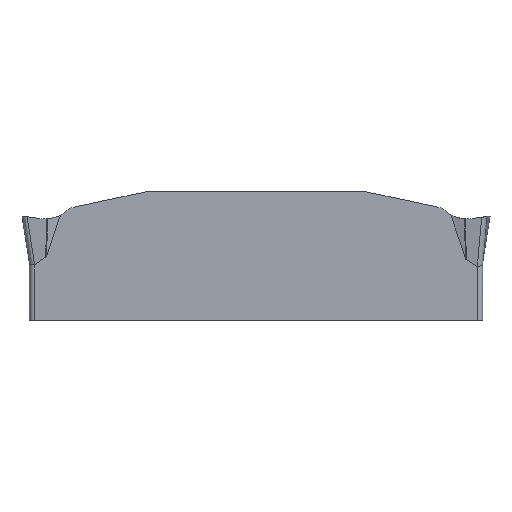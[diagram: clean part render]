
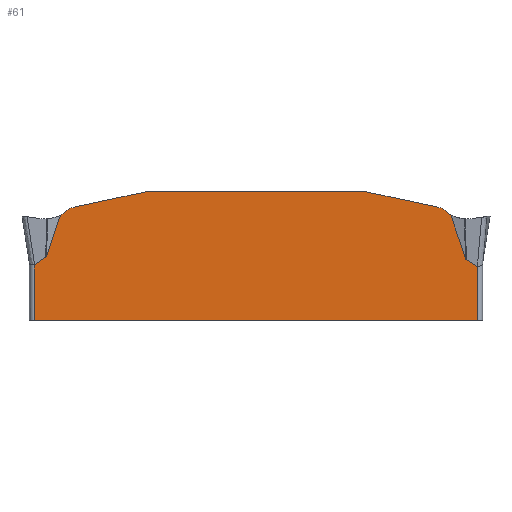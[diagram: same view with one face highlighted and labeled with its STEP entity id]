
A CAD part, left-side view. The second image highlights one B-rep face of the part: STEP entity #61.
In plain terms, the highlighted planar face has unit normal (-1, 0, 0).
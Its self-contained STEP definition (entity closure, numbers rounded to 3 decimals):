
#61=ADVANCED_FACE('SIDE_IB_1_SU5',(#115),#97,.F.);
#97=PLANE('',#730);
#115=FACE_OUTER_BOUND('',#151,.T.);
#151=EDGE_LOOP('',(#233,#234,#235,#236,#237,#238,#239,#240,#241,#242,#243,
#244,#245,#246,#247,#248,#249,#250));
#187=B_SPLINE_CURVE_WITH_KNOTS('',3,(#975,#976,#977,#978,#979,#980,#981,
#982,#983,#984),.UNSPECIFIED.,.F.,.F.,(4,3,3,4),(0.,0.487,0.737,
1.),.UNSPECIFIED.);
#188=B_SPLINE_CURVE_WITH_KNOTS('',3,(#988,#989,#990,#991,#992,#993,#994,
#995,#996,#997),.UNSPECIFIED.,.F.,.F.,(4,3,3,4),(0.,0.35,0.703,
1.),.UNSPECIFIED.);
#189=B_SPLINE_CURVE_WITH_KNOTS('',3,(#1005,#1006,#1007,#1008,#1009,#1010,
#1011,#1012,#1013,#1014,#1015,#1016,#1017),.UNSPECIFIED.,.F.,.F.,(4,3,3,
3,4),(0.,0.29,0.584,0.84,1.),
 .UNSPECIFIED.);
#190=B_SPLINE_CURVE_WITH_KNOTS('',3,(#1021,#1022,#1023,#1024,#1025,#1026,
#1027,#1028,#1029,#1030),.UNSPECIFIED.,.F.,.F.,(4,3,3,4),(0.,0.242,
0.617,1.),.UNSPECIFIED.);
#221=CIRCLE('',#726,0.5);
#222=CIRCLE('',#727,1.5);
#223=CIRCLE('',#728,1.5);
#224=CIRCLE('',#729,0.5);
#233=ORIENTED_EDGE('',*,*,#505,.F.);
#234=ORIENTED_EDGE('',*,*,#506,.T.);
#235=ORIENTED_EDGE('',*,*,#507,.T.);
#236=ORIENTED_EDGE('',*,*,#508,.T.);
#237=ORIENTED_EDGE('',*,*,#509,.T.);
#238=ORIENTED_EDGE('',*,*,#510,.T.);
#239=ORIENTED_EDGE('',*,*,#511,.T.);
#240=ORIENTED_EDGE('',*,*,#512,.T.);
#241=ORIENTED_EDGE('',*,*,#513,.T.);
#242=ORIENTED_EDGE('',*,*,#514,.F.);
#243=ORIENTED_EDGE('',*,*,#515,.T.);
#244=ORIENTED_EDGE('',*,*,#516,.T.);
#245=ORIENTED_EDGE('',*,*,#517,.T.);
#246=ORIENTED_EDGE('',*,*,#518,.T.);
#247=ORIENTED_EDGE('',*,*,#519,.T.);
#248=ORIENTED_EDGE('',*,*,#520,.T.);
#249=ORIENTED_EDGE('',*,*,#521,.T.);
#250=ORIENTED_EDGE('',*,*,#522,.T.);
#437=VERTEX_POINT('',#965);
#438=VERTEX_POINT('',#966);
#439=VERTEX_POINT('',#968);
#440=VERTEX_POINT('',#970);
#441=VERTEX_POINT('',#972);
#442=VERTEX_POINT('',#974);
#443=VERTEX_POINT('',#985);
#444=VERTEX_POINT('',#987);
#445=VERTEX_POINT('',#998);
#446=VERTEX_POINT('',#1000);
#447=VERTEX_POINT('',#1002);
#448=VERTEX_POINT('',#1004);
#449=VERTEX_POINT('',#1018);
#450=VERTEX_POINT('',#1020);
#451=VERTEX_POINT('',#1031);
#452=VERTEX_POINT('',#1033);
#453=VERTEX_POINT('',#1035);
#454=VERTEX_POINT('',#1037);
#505=EDGE_CURVE('',#437,#438,#607,.T.);
#506=EDGE_CURVE('',#437,#439,#608,.T.);
#507=EDGE_CURVE('',#439,#440,#221,.T.);
#508=EDGE_CURVE('',#440,#441,#222,.T.);
#509=EDGE_CURVE('',#441,#442,#609,.T.);
#510=EDGE_CURVE('',#442,#443,#187,.T.);
#511=EDGE_CURVE('',#443,#444,#610,.T.);
#512=EDGE_CURVE('',#444,#445,#188,.T.);
#513=EDGE_CURVE('',#445,#446,#611,.T.);
#514=EDGE_CURVE('',#447,#446,#612,.T.);
#515=EDGE_CURVE('',#447,#448,#613,.T.);
#516=EDGE_CURVE('',#448,#449,#189,.T.);
#517=EDGE_CURVE('',#449,#450,#614,.T.);
#518=EDGE_CURVE('',#450,#451,#190,.T.);
#519=EDGE_CURVE('',#451,#452,#615,.T.);
#520=EDGE_CURVE('',#452,#453,#223,.T.);
#521=EDGE_CURVE('',#453,#454,#224,.T.);
#522=EDGE_CURVE('',#454,#438,#616,.T.);
#607=LINE('',#964,#647);
#608=LINE('',#967,#648);
#609=LINE('',#973,#649);
#610=LINE('',#986,#650);
#611=LINE('',#999,#651);
#612=LINE('',#1001,#652);
#613=LINE('',#1003,#653);
#614=LINE('',#1019,#654);
#615=LINE('',#1032,#655);
#616=LINE('',#1038,#656);
#647=VECTOR('',#778,1.);
#648=VECTOR('',#779,1.);
#649=VECTOR('',#784,1.);
#650=VECTOR('',#785,1.);
#651=VECTOR('',#786,1.);
#652=VECTOR('',#787,1.);
#653=VECTOR('',#788,1.);
#654=VECTOR('',#789,1.);
#655=VECTOR('',#790,1.);
#656=VECTOR('',#795,1.);
#726=AXIS2_PLACEMENT_3D('',#969,#780,#781);
#727=AXIS2_PLACEMENT_3D('',#971,#782,#783);
#728=AXIS2_PLACEMENT_3D('',#1034,#791,#792);
#729=AXIS2_PLACEMENT_3D('',#1036,#793,#794);
#730=AXIS2_PLACEMENT_3D('',#1039,#796,#797);
#778=DIRECTION('',(0.,-1.,0.));
#779=DIRECTION('',(0.,0.978,-0.208));
#780=DIRECTION('',(-1.,0.,0.));
#781=DIRECTION('',(0.,0.,-1.));
#782=DIRECTION('',(1.,0.,0.));
#783=DIRECTION('',(0.,0.,-1.));
#784=DIRECTION('',(0.,0.32,-0.947));
#785=DIRECTION('',(0.,0.82,-0.572));
#786=DIRECTION('',(0.,0.,-1.));
#787=DIRECTION('',(0.,1.,0.));
#788=DIRECTION('',(0.,0.,1.));
#789=DIRECTION('',(0.,0.82,0.572));
#790=DIRECTION('',(0.,0.32,0.947));
#791=DIRECTION('',(1.,0.,0.));
#792=DIRECTION('',(0.,0.,-1.));
#793=DIRECTION('',(-1.,0.,0.));
#794=DIRECTION('',(0.,0.,-1.));
#795=DIRECTION('',(0.,0.978,0.208));
#796=DIRECTION('',(1.,0.,0.));
#797=DIRECTION('',(0.,0.,-1.));
#964=CARTESIAN_POINT('',(-0.8,0.,1.07));
#965=CARTESIAN_POINT('',(-0.8,4.615,1.07));
#966=CARTESIAN_POINT('',(-0.8,-4.615,1.07));
#967=CARTESIAN_POINT('',(-0.8,0.417,1.963));
#968=CARTESIAN_POINT('',(-0.8,7.82,0.389));
#969=CARTESIAN_POINT('',(-0.8,7.716,-0.1));
#970=CARTESIAN_POINT('',(-0.8,8.05,0.272));
#971=CARTESIAN_POINT('',(-0.8,9.052,1.388));
#972=CARTESIAN_POINT('',(-0.8,8.381,0.047));
#973=CARTESIAN_POINT('',(-0.8,7.535,2.547));
#974=CARTESIAN_POINT('',(-0.8,8.961,-1.67));
#975=CARTESIAN_POINT('',(-0.8,8.961,-1.67));
#976=CARTESIAN_POINT('',(-0.8,8.966,-1.683));
#977=CARTESIAN_POINT('',(-0.8,8.97,-1.697));
#978=CARTESIAN_POINT('',(-0.8,8.976,-1.709));
#979=CARTESIAN_POINT('',(-0.8,8.98,-1.716));
#980=CARTESIAN_POINT('',(-0.8,8.983,-1.722));
#981=CARTESIAN_POINT('',(-0.8,8.987,-1.728));
#982=CARTESIAN_POINT('',(-0.8,8.991,-1.734));
#983=CARTESIAN_POINT('',(-0.8,8.996,-1.74));
#984=CARTESIAN_POINT('',(-0.8,9.002,-1.745));
#985=CARTESIAN_POINT('',(-0.8,9.002,-1.745));
#986=CARTESIAN_POINT('',(-0.8,2.129,3.051));
#987=CARTESIAN_POINT('',(-0.8,9.484,-2.081));
#988=CARTESIAN_POINT('',(-0.8,9.484,-2.081));
#989=CARTESIAN_POINT('',(-0.8,9.486,-2.082));
#990=CARTESIAN_POINT('',(-0.8,9.488,-2.084));
#991=CARTESIAN_POINT('',(-0.8,9.49,-2.084));
#992=CARTESIAN_POINT('',(-0.8,9.493,-2.085));
#993=CARTESIAN_POINT('',(-0.8,9.495,-2.085));
#994=CARTESIAN_POINT('',(-0.8,9.498,-2.085));
#995=CARTESIAN_POINT('',(-0.8,9.499,-2.085));
#996=CARTESIAN_POINT('',(-0.8,9.501,-2.084));
#997=CARTESIAN_POINT('',(-0.8,9.503,-2.084));
#998=CARTESIAN_POINT('',(-0.8,9.503,-2.084));
#999=CARTESIAN_POINT('',(-0.8,9.503,0.));
#1000=CARTESIAN_POINT('',(-0.8,9.503,-4.47));
#1001=CARTESIAN_POINT('',(-0.8,0.,-4.47));
#1002=CARTESIAN_POINT('',(-0.8,-9.503,-4.47));
#1003=CARTESIAN_POINT('',(-0.8,-9.503,0.));
#1004=CARTESIAN_POINT('',(-0.8,-9.503,-2.176));
#1005=CARTESIAN_POINT('',(-0.8,-9.503,-2.176));
#1006=CARTESIAN_POINT('',(-0.8,-9.501,-2.177));
#1007=CARTESIAN_POINT('',(-0.8,-9.499,-2.178));
#1008=CARTESIAN_POINT('',(-0.8,-9.497,-2.179));
#1009=CARTESIAN_POINT('',(-0.8,-9.494,-2.179));
#1010=CARTESIAN_POINT('',(-0.8,-9.491,-2.18));
#1011=CARTESIAN_POINT('',(-0.8,-9.489,-2.179));
#1012=CARTESIAN_POINT('',(-0.8,-9.487,-2.179));
#1013=CARTESIAN_POINT('',(-0.8,-9.485,-2.179));
#1014=CARTESIAN_POINT('',(-0.8,-9.483,-2.178));
#1015=CARTESIAN_POINT('',(-0.8,-9.481,-2.177));
#1016=CARTESIAN_POINT('',(-0.8,-9.48,-2.176));
#1017=CARTESIAN_POINT('',(-0.8,-9.479,-2.176));
#1018=CARTESIAN_POINT('',(-0.8,-9.479,-2.176));
#1019=CARTESIAN_POINT('',(-0.8,-2.083,2.985));
#1020=CARTESIAN_POINT('',(-0.8,-9.003,-1.844));
#1021=CARTESIAN_POINT('',(-0.8,-9.003,-1.844));
#1022=CARTESIAN_POINT('',(-0.8,-8.997,-1.84));
#1023=CARTESIAN_POINT('',(-0.8,-8.993,-1.834));
#1024=CARTESIAN_POINT('',(-0.8,-8.989,-1.828));
#1025=CARTESIAN_POINT('',(-0.8,-8.983,-1.819));
#1026=CARTESIAN_POINT('',(-0.8,-8.978,-1.81));
#1027=CARTESIAN_POINT('',(-0.8,-8.974,-1.8));
#1028=CARTESIAN_POINT('',(-0.8,-8.97,-1.79));
#1029=CARTESIAN_POINT('',(-0.8,-8.966,-1.78));
#1030=CARTESIAN_POINT('',(-0.8,-8.963,-1.769));
#1031=CARTESIAN_POINT('',(-0.8,-8.963,-1.769));
#1032=CARTESIAN_POINT('',(-0.8,-7.507,2.537));
#1033=CARTESIAN_POINT('',(-0.8,-8.342,0.067));
#1034=CARTESIAN_POINT('',(-0.8,-9.052,1.388));
#1035=CARTESIAN_POINT('',(-0.8,-8.05,0.272));
#1036=CARTESIAN_POINT('',(-0.8,-7.716,-0.1));
#1037=CARTESIAN_POINT('',(-0.8,-7.82,0.389));
#1038=CARTESIAN_POINT('',(-0.8,-0.417,1.963));
#1039=CARTESIAN_POINT('',(-0.8,0.,0.));
